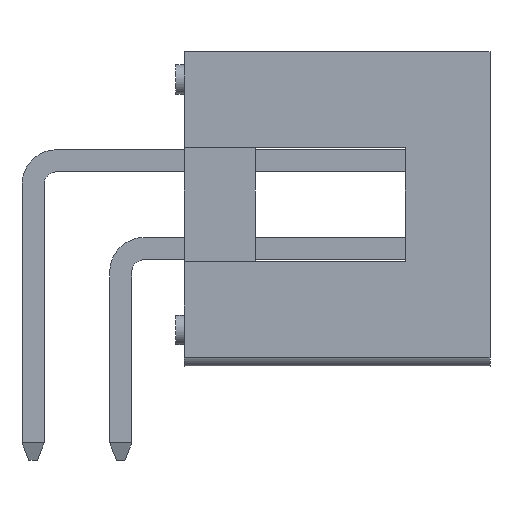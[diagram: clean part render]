
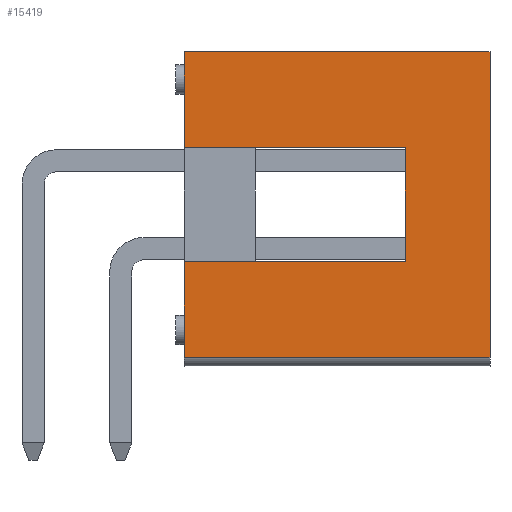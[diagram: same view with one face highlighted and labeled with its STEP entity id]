
A CAD part, front view. The second image highlights one B-rep face of the part: STEP entity #15419.
In plain terms, the highlighted face is planar.
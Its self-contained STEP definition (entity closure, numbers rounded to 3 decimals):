
#226=LINE('',#20286,#1657);
#242=LINE('',#20320,#1673);
#251=LINE('',#20338,#1682);
#253=LINE('',#20342,#1684);
#254=LINE('',#20344,#1685);
#255=LINE('',#20346,#1686);
#256=LINE('',#20348,#1687);
#257=LINE('',#20350,#1688);
#1657=VECTOR('',#17157,1000.);
#1673=VECTOR('',#17181,1000.);
#1682=VECTOR('',#17194,1000.);
#1684=VECTOR('',#17198,1000.);
#1685=VECTOR('',#17199,1000.);
#1686=VECTOR('',#17200,1000.);
#1687=VECTOR('',#17201,1000.);
#1688=VECTOR('',#17202,1000.);
#3202=ORIENTED_EDGE('',*,*,#6270,.T.);
#3203=ORIENTED_EDGE('',*,*,#6271,.F.);
#3204=ORIENTED_EDGE('',*,*,#6272,.T.);
#3205=ORIENTED_EDGE('',*,*,#6273,.T.);
#3206=ORIENTED_EDGE('',*,*,#6274,.T.);
#3207=ORIENTED_EDGE('',*,*,#6268,.F.);
#3208=ORIENTED_EDGE('',*,*,#6259,.F.);
#3209=ORIENTED_EDGE('',*,*,#6241,.T.);
#6241=EDGE_CURVE('',#7781,#7780,#226,.T.);
#6259=EDGE_CURVE('',#7781,#7789,#242,.T.);
#6268=EDGE_CURVE('',#7789,#7802,#251,.T.);
#6270=EDGE_CURVE('',#7780,#7803,#253,.T.);
#6271=EDGE_CURVE('',#7804,#7803,#254,.T.);
#6272=EDGE_CURVE('',#7804,#7805,#255,.T.);
#6273=EDGE_CURVE('',#7805,#7806,#256,.T.);
#6274=EDGE_CURVE('',#7806,#7802,#257,.T.);
#7780=VERTEX_POINT('',#20285);
#7781=VERTEX_POINT('',#20287);
#7789=VERTEX_POINT('',#20306);
#7802=VERTEX_POINT('',#20339);
#7803=VERTEX_POINT('',#20343);
#7804=VERTEX_POINT('',#20345);
#7805=VERTEX_POINT('',#20347);
#7806=VERTEX_POINT('',#20349);
#8688=EDGE_LOOP('',(#3202,#3203,#3204,#3205,#3206,#3207,#3208,#3209));
#9415=FACE_BOUND('',#8688,.T.);
#10132=PLANE('',#16106);
#15419=ADVANCED_FACE('',(#9415),#10132,.T.);
#16106=AXIS2_PLACEMENT_3D('',#20341,#17196,#17197);
#17157=DIRECTION('',(0.,0.,-1.));
#17181=DIRECTION('',(0.,1.,0.));
#17194=DIRECTION('',(0.,0.,-1.));
#17196=DIRECTION('',(1.,0.,0.));
#17197=DIRECTION('',(0.,0.,-1.));
#17198=DIRECTION('',(0.,1.,0.));
#17199=DIRECTION('',(0.,0.,-1.));
#17200=DIRECTION('',(0.,1.,0.));
#17201=DIRECTION('',(0.,0.,-1.));
#17202=DIRECTION('',(0.,1.,0.));
#20285=CARTESIAN_POINT('',(19.07,-4.425,-4.425));
#20286=CARTESIAN_POINT('',(19.07,-4.425,4.425));
#20287=CARTESIAN_POINT('',(19.07,-4.425,4.425));
#20306=CARTESIAN_POINT('',(19.07,4.425,4.425));
#20320=CARTESIAN_POINT('',(19.07,-4.425,4.425));
#20338=CARTESIAN_POINT('',(19.07,4.425,4.425));
#20339=CARTESIAN_POINT('',(19.07,4.425,-4.425));
#20341=CARTESIAN_POINT('',(19.07,-4.425,4.425));
#20342=CARTESIAN_POINT('',(19.07,-4.425,-4.425));
#20343=CARTESIAN_POINT('',(19.07,-1.65,-4.425));
#20344=CARTESIAN_POINT('',(19.07,-1.65,1.975));
#20345=CARTESIAN_POINT('',(19.07,-1.65,1.975));
#20346=CARTESIAN_POINT('',(19.07,-1.65,1.975));
#20347=CARTESIAN_POINT('',(19.07,1.65,1.975));
#20348=CARTESIAN_POINT('',(19.07,1.65,1.975));
#20349=CARTESIAN_POINT('',(19.07,1.65,-4.425));
#20350=CARTESIAN_POINT('',(19.07,-4.425,-4.425));
